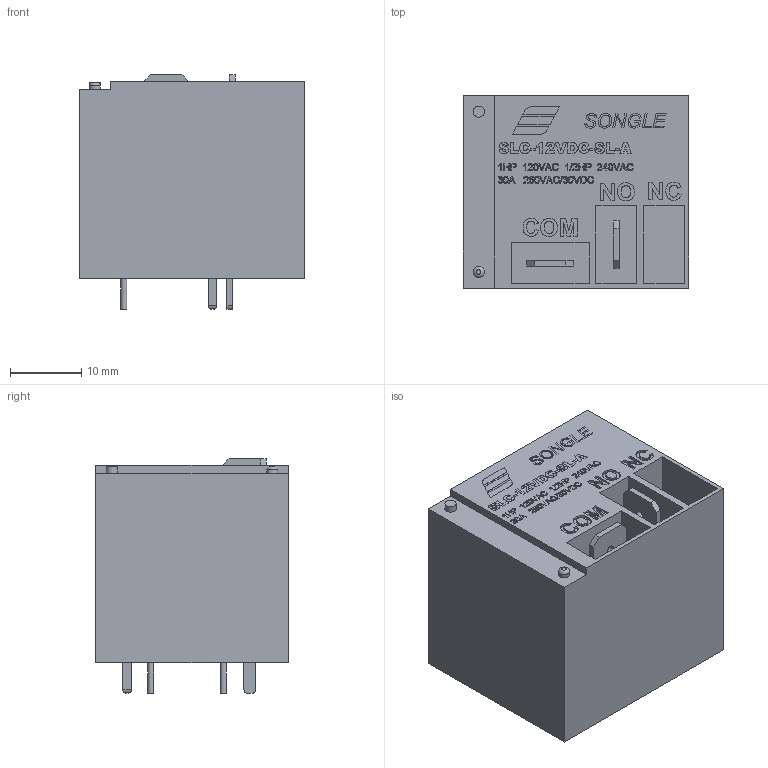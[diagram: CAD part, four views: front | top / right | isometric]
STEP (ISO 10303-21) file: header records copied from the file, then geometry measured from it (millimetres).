
FILE_DESCRIPTION(/* description */ ('Unknown'),/* implementation_level */ '2;1');
FILE_NAME(/* name */ 'Relay -SLC-12VDC-SL-A',/* time_stamp */ '2018-10-29T20:26:17-04:00',/* author */ ('Unknown'),/* organization */ ('Unknown'),/* preprocessor_version */ 'ST-DEVELOPER v16.7',/* originating_system */ 'DEX',/* authorisation */ $);
FILE_SCHEMA (('AUTOMOTIVE_DESIGN {1 0 10303 214 3 1 1}'));
Length unit declared in the file: millimetre
Products named in the file (1): Relay -SLC-12VDC-SL-A
Bounding box: 31.62 x 26.95 x 32.84 mm (x, y, z)
Volume: 21079.6 mm3; surface area: 6878 mm2
Topology: 1 solids, 21 shells, 730 faces, 1775 edges, 1182 vertices
Faces by surface type: plane 578, bspline 131, cylinder 20, torus 1
Full cylindrical faces by diameter (mm): 0.838 x2, 1.27 x2, 1.575 x2
Entity records: 32670 total; most frequent: CARTESIAN_POINT 11690, ORIENTED_EDGE 3494, DIRECTION 2536, EDGE_CURVE 1747, LINE 1262, VECTOR 1262, VERTEX_POINT 1181, EDGE_LOOP 868
